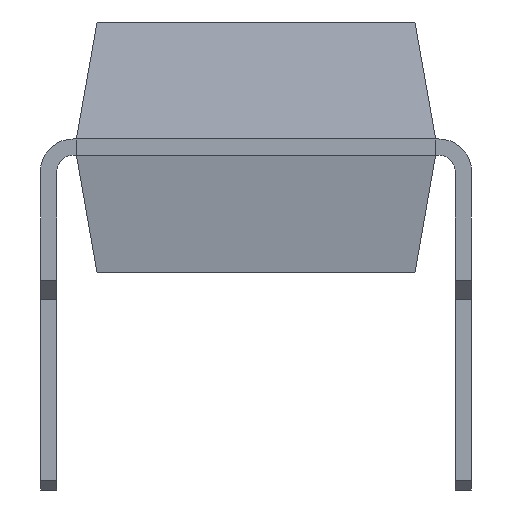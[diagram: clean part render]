
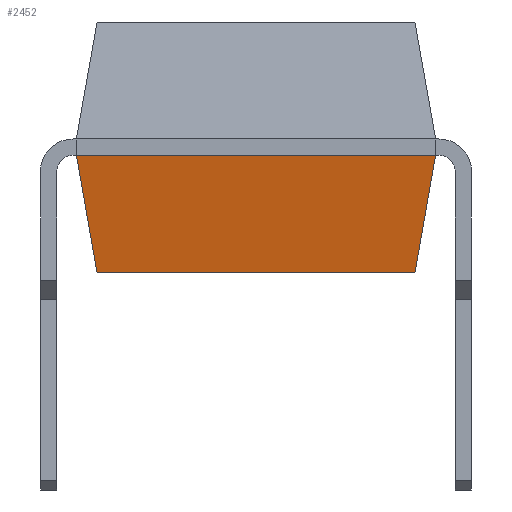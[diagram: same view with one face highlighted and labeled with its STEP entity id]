
A CAD part, front view. The second image highlights one B-rep face of the part: STEP entity #2452.
In plain terms, the highlighted planar face has unit normal (0, -0.985, -0.174).
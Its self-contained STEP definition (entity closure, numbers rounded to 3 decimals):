
#327=FACE_OUTER_BOUND($,#466,.T.);
#466=EDGE_LOOP($,(#2120,#2121,#2122,#2123));
#701=LINE($,#4060,#972);
#715=LINE($,#4087,#986);
#716=LINE($,#4088,#987);
#717=LINE($,#4089,#988);
#972=VECTOR($,#2974,2.216);
#986=VECTOR($,#2998,2.216);
#987=VECTOR($,#2999,5.842);
#988=VECTOR($,#3000,6.6);
#1216=VERTEX_POINT($,#4057);
#1217=VERTEX_POINT($,#4059);
#1224=VERTEX_POINT($,#4085);
#1225=VERTEX_POINT($,#4086);
#1520=EDGE_CURVE($,#1217,#1216,#701,.T.);
#1534=EDGE_CURVE($,#1224,#1225,#715,.T.);
#1535=EDGE_CURVE($,#1225,#1217,#716,.T.);
#1536=EDGE_CURVE($,#1216,#1224,#717,.T.);
#2120=ORIENTED_EDGE($,*,*,#1534,.T.);
#2121=ORIENTED_EDGE($,*,*,#1535,.T.);
#2122=ORIENTED_EDGE($,*,*,#1520,.T.);
#2123=ORIENTED_EDGE($,*,*,#1536,.T.);
#2327=PLANE($,#2561);
#2452=ADVANCED_FACE($,(#327),#2327,.T.);
#2561=AXIS2_PLACEMENT_3D($,#4084,#2996,#2997);
#2974=DIRECTION($,(0.171,-0.171,0.97));
#2996=DIRECTION('center_axis',(0.,-0.985,
-0.174));
#2997=DIRECTION('ref_axis',(0.,0.174,-0.985));
#2998=DIRECTION($,(0.171,0.171,-0.97));
#2999=DIRECTION($,(1.,0.,0.));
#3000=DIRECTION($,(-1.,0.,0.));
#4057=CARTESIAN_POINT('',(1.571,-9.671,2.15));
#4059=CARTESIAN_POINT('',(1.192,-9.292,0.));
#4060=CARTESIAN_POINT($,(1.111,-9.212,-0.456));
#4084=CARTESIAN_POINT('Origin',(-0.079,-9.482,1.075));
#4085=CARTESIAN_POINT('',(-5.029,-9.671,2.15));
#4086=CARTESIAN_POINT('',(-4.65,-9.292,0.));
#4087=CARTESIAN_POINT($,(-4.689,-9.331,0.22));
#4088=CARTESIAN_POINT($,(-0.079,-9.292,0.));
#4089=CARTESIAN_POINT($,(-0.079,-9.671,2.15));
